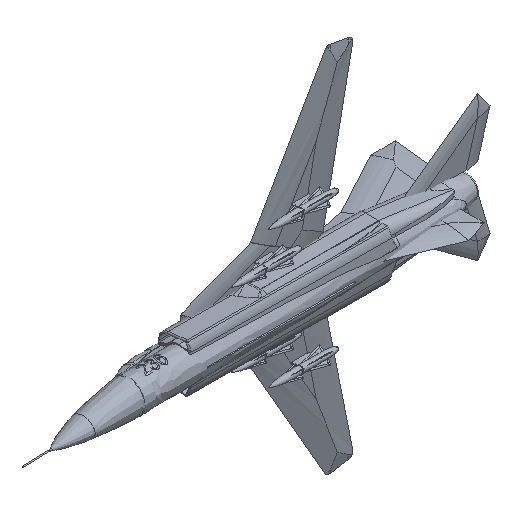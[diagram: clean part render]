
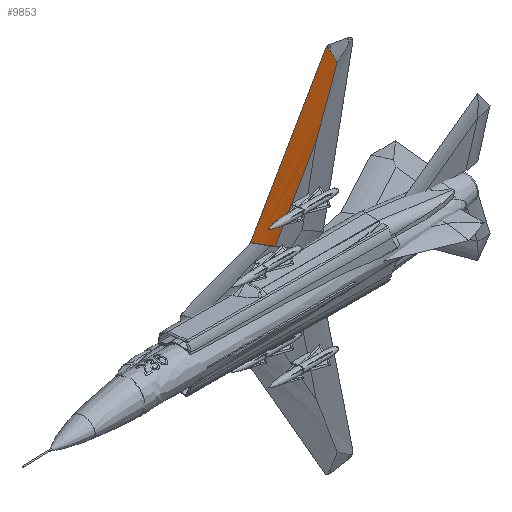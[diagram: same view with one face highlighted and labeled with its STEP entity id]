
A CAD part, isometric view. The second image highlights one B-rep face of the part: STEP entity #9853.
In plain terms, the highlighted cylindrical face has radius 2.4 mm (diameter 4.8 mm), a partial arc.
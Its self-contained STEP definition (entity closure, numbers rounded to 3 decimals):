
#347=B_SPLINE_CURVE_WITH_KNOTS('',3,(#13434,#13435,#13436,#13437,#13438,
#13439),.UNSPECIFIED.,.F.,.F.,(4,2,4),(0.03,0.034,
0.036),.UNSPECIFIED.);
#1298=FACE_OUTER_BOUND('',#1926,.T.);
#1926=EDGE_LOOP('',(#6662,#6663,#6664,#6665,#6666,#6667,#6668));
#2596=LINE('',#13441,#3218);
#2597=LINE('',#13444,#3219);
#3218=VECTOR('',#11406,10.);
#3219=VECTOR('',#11409,2.4);
#3833=ELLIPSE('',#10578,14.835,2.4);
#3834=ELLIPSE('',#10583,2.932,2.4);
#3835=ELLIPSE('',#10585,2.932,2.4);
#3836=ELLIPSE('',#10586,2.4,2.4);
#4031=VERTEX_POINT('',#13407);
#4032=VERTEX_POINT('',#13409);
#4035=VERTEX_POINT('',#13427);
#4036=VERTEX_POINT('',#13431);
#4037=VERTEX_POINT('',#13433);
#4038=VERTEX_POINT('',#13440);
#4039=VERTEX_POINT('',#13442);
#5052=EDGE_CURVE('',#4032,#4031,#3833,.T.);
#5059=EDGE_CURVE('',#4035,#4031,#3834,.T.);
#5060=EDGE_CURVE('',#4036,#4035,#3835,.T.);
#5061=EDGE_CURVE('',#4037,#4036,#347,.T.);
#5062=EDGE_CURVE('',#4038,#4037,#2596,.T.);
#5063=EDGE_CURVE('',#4039,#4038,#3836,.T.);
#5064=EDGE_CURVE('',#4032,#4039,#2597,.T.);
#6662=ORIENTED_EDGE('',*,*,#5052,.T.);
#6663=ORIENTED_EDGE('',*,*,#5059,.F.);
#6664=ORIENTED_EDGE('',*,*,#5060,.F.);
#6665=ORIENTED_EDGE('',*,*,#5061,.F.);
#6666=ORIENTED_EDGE('',*,*,#5062,.F.);
#6667=ORIENTED_EDGE('',*,*,#5063,.F.);
#6668=ORIENTED_EDGE('',*,*,#5064,.F.);
#9615=CYLINDRICAL_SURFACE('',#10584,2.4);
#9853=ADVANCED_FACE('',(#1298),#9615,.T.);
#10578=AXIS2_PLACEMENT_3D('',#13410,#11387,#11388);
#10583=AXIS2_PLACEMENT_3D('',#13429,#11400,#11401);
#10584=AXIS2_PLACEMENT_3D('',#13430,#11402,#11403);
#10585=AXIS2_PLACEMENT_3D('',#13432,#11404,#11405);
#10586=AXIS2_PLACEMENT_3D('',#13443,#11407,#11408);
#11387=DIRECTION('center_axis',(-0.936,0.,
0.352));
#11388=DIRECTION('ref_axis',(0.352,0.,0.936));
#11400=DIRECTION('center_axis',(0.906,0.,
0.423));
#11401=DIRECTION('ref_axis',(-0.423,0.,0.906));
#11402=DIRECTION('center_axis',(0.498,0.,0.867));
#11403=DIRECTION('ref_axis',(-0.176,-0.979,0.101));
#11404=DIRECTION('center_axis',(0.906,0.,
0.423));
#11405=DIRECTION('ref_axis',(-0.423,0.,0.906));
#11406=DIRECTION('',(0.498,0.,0.867));
#11407=DIRECTION('center_axis',(-0.514,0.,
-0.858));
#11408=DIRECTION('ref_axis',(-0.858,0.,0.514));
#11409=DIRECTION('',(-0.498,0.,-0.867));
#13407=CARTESIAN_POINT('',(-1.852,4.126,3.353));
#13409=CARTESIAN_POINT('',(-2.256,4.118,2.278));
#13410=CARTESIAN_POINT('Origin',(-2.256,6.518,2.278));
#13427=CARTESIAN_POINT('',(-1.956,4.15,3.576));
#13429=CARTESIAN_POINT('Origin',(-1.756,6.518,3.148));
#13430=CARTESIAN_POINT('Origin',(-3.031,6.518,0.931));
#13431=CARTESIAN_POINT('',(-1.999,4.165,3.667));
#13432=CARTESIAN_POINT('Origin',(-1.756,6.518,3.148));
#13433=CARTESIAN_POINT('',(-2.043,4.168,3.626));
#13434=CARTESIAN_POINT('Ctrl Pts',(-2.043,4.168,3.626));
#13435=CARTESIAN_POINT('Ctrl Pts',(-2.037,4.168,3.637));
#13436=CARTESIAN_POINT('Ctrl Pts',(-2.028,4.168,3.647));
#13437=CARTESIAN_POINT('Ctrl Pts',(-2.012,4.166,3.66));
#13438=CARTESIAN_POINT('Ctrl Pts',(-2.005,4.166,3.664));
#13439=CARTESIAN_POINT('Ctrl Pts',(-1.999,4.165,3.667));
#13440=CARTESIAN_POINT('',(-3.453,4.168,1.173));
#13441=CARTESIAN_POINT('',(-3.453,4.168,1.173));
#13442=CARTESIAN_POINT('',(-3.035,4.118,0.923));
#13443=CARTESIAN_POINT('Origin',(-3.035,6.518,0.923));
#13444=CARTESIAN_POINT('',(-3.031,4.118,0.931));
